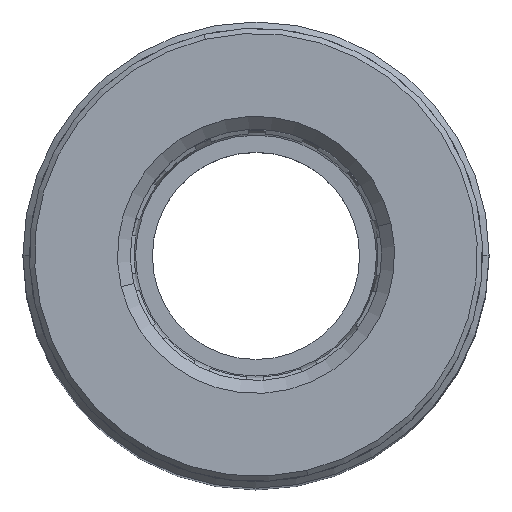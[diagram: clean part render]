
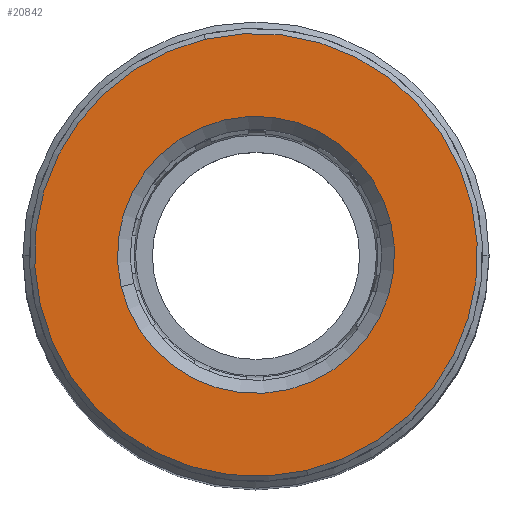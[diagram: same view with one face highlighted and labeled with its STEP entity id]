
A CAD part, top view. The second image highlights one B-rep face of the part: STEP entity #20842.
In plain terms, the highlighted planar face has unit normal (0, 0, 1).
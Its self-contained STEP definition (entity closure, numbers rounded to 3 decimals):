
#883 = PLANE ( 'NONE',  #10329 ) ;
#1940 = DIRECTION ( 'NONE',  ( 0., 0., -1. ) ) ;
#3675 = EDGE_CURVE ( 'NONE', #17471, #31195, #34854, .T. ) ;
#6225 = ORIENTED_EDGE ( 'NONE', *, *, #31229, .T. ) ;
#6799 = FACE_BOUND ( 'NONE', #12470, .T. ) ;
#7211 = CARTESIAN_POINT ( 'NONE',  ( 13.66, 12.106, 25.152 ) ) ;
#7714 = ORIENTED_EDGE ( 'NONE', *, *, #3675, .T. ) ;
#8348 = CARTESIAN_POINT ( 'NONE',  ( 8.452, 10.882, 25.152 ) ) ;
#10235 = AXIS2_PLACEMENT_3D ( 'NONE', #8348, #28125, #11185 ) ;
#10329 = AXIS2_PLACEMENT_3D ( 'NONE', #32118, #15144, #34979 ) ;
#11185 = DIRECTION ( 'NONE',  ( -0.229, 0.973, 0. ) ) ;
#12304 = DIRECTION ( 'NONE',  ( 0., 0., -1. ) ) ;
#12470 = EDGE_LOOP ( 'NONE', ( #6225, #34351 ) ) ;
#14249 = AXIS2_PLACEMENT_3D ( 'NONE', #29253, #12304, #32131 ) ;
#15144 = DIRECTION ( 'NONE',  ( 0., 0., 1. ) ) ;
#16094 = CARTESIAN_POINT ( 'NONE',  ( 8.452, 10.882, 25.152 ) ) ;
#16200 = EDGE_CURVE ( 'NONE', #31195, #17471, #19326, .T. ) ;
#16209 = DIRECTION ( 'NONE',  ( 0., 0., 1. ) ) ;
#16442 = DIRECTION ( 'NONE',  ( -0.229, 0.973, 0. ) ) ;
#17427 = VERTEX_POINT ( 'NONE', #23927 ) ;
#17471 = VERTEX_POINT ( 'NONE', #33016 ) ;
#18428 = VERTEX_POINT ( 'NONE', #7211 ) ;
#18855 = CARTESIAN_POINT ( 'NONE',  ( 8.452, 10.882, 25.152 ) ) ;
#19326 = CIRCLE ( 'NONE', #10235, 8.55 ) ;
#20842 = ADVANCED_FACE ( 'NONE', ( #6799, #20933 ), #883, .T. ) ;
#20933 = FACE_OUTER_BOUND ( 'NONE', #29002, .T. ) ;
#21714 = DIRECTION ( 'NONE',  ( -0.973, -0.229, 0. ) ) ;
#22175 = AXIS2_PLACEMENT_3D ( 'NONE', #18855, #1940, #21714 ) ;
#22996 = EDGE_CURVE ( 'NONE', #18428, #17427, #26216, .T. ) ;
#23927 = CARTESIAN_POINT ( 'NONE',  ( 3.244, 9.658, 25.152 ) ) ;
#26216 = CIRCLE ( 'NONE', #14249, 5.35 ) ;
#26229 = AXIS2_PLACEMENT_3D ( 'NONE', #16094, #16209, #16442 ) ;
#26339 = CIRCLE ( 'NONE', #22175, 5.35 ) ;
#28125 = DIRECTION ( 'NONE',  ( 0., 0., 1. ) ) ;
#28172 = ORIENTED_EDGE ( 'NONE', *, *, #16200, .T. ) ;
#29002 = EDGE_LOOP ( 'NONE', ( #7714, #28172 ) ) ;
#29253 = CARTESIAN_POINT ( 'NONE',  ( 8.452, 10.882, 25.152 ) ) ;
#31195 = VERTEX_POINT ( 'NONE', #35499 ) ;
#31229 = EDGE_CURVE ( 'NONE', #17427, #18428, #26339, .T. ) ;
#32118 = CARTESIAN_POINT ( 'NONE',  ( 8.452, 10.882, 25.152 ) ) ;
#32131 = DIRECTION ( 'NONE',  ( -0.973, -0.229, 0. ) ) ;
#33016 = CARTESIAN_POINT ( 'NONE',  ( 6.496, 19.205, 25.152 ) ) ;
#34351 = ORIENTED_EDGE ( 'NONE', *, *, #22996, .T. ) ;
#34854 = CIRCLE ( 'NONE', #26229, 8.55 ) ;
#34979 = DIRECTION ( 'NONE',  ( 0.229, -0.973, 0. ) ) ;
#35499 = CARTESIAN_POINT ( 'NONE',  ( 10.408, 2.559, 25.152 ) ) ;
